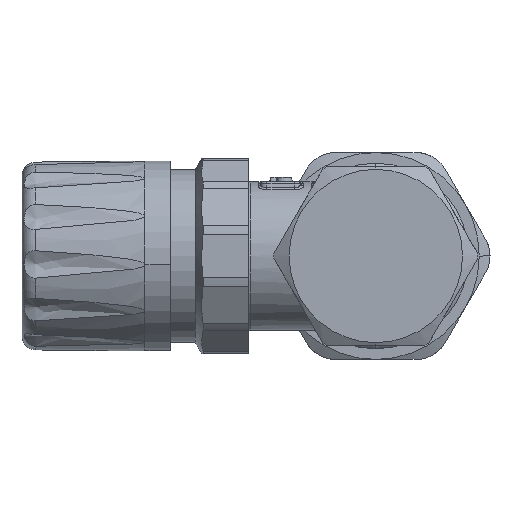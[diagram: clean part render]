
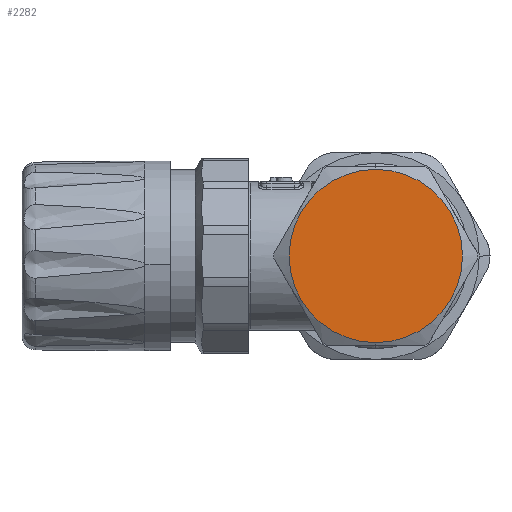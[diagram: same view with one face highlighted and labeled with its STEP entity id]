
A CAD part, left-side view. The second image highlights one B-rep face of the part: STEP entity #2282.
In plain terms, the highlighted planar face has unit normal (-1, 0, 0).
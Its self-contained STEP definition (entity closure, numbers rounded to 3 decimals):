
#361 = EDGE_CURVE ( 'Defeature completata1_238+Defeature completata1_239+Defeature completata1_239+Defeature completata1_239', #4513, #9072, #11114, .T. ) ;
#758 = PLANE ( 'NONE',  #10592 ) ;
#1383 = ORIENTED_EDGE ( 'NONE', *, *, #361, .F. ) ;
#1462 = CARTESIAN_POINT ( 'NONE',  ( -35., 0., 0. ) ) ;
#2282 = ADVANCED_FACE ( 'Defeature completata1_239', ( #11120 ), #758, .F. ) ;
#3199 = DIRECTION ( 'NONE',  ( 0., 0., -1. ) ) ;
#3791 = DIRECTION ( 'NONE',  ( 0., 0., -1. ) ) ;
#4135 = EDGE_CURVE ( 'Defeature completata1_238+Defeature completata1_239+Defeature completata1_239+Defeature completata1_239', #9072, #4513, #13057, .T. ) ;
#4513 = VERTEX_POINT ( 'NONE', #5017 ) ;
#5017 = CARTESIAN_POINT ( 'NONE',  ( -35., 0., 15.5 ) ) ;
#5498 = CARTESIAN_POINT ( 'NONE',  ( -35., 15.5, 0. ) ) ;
#5709 = CARTESIAN_POINT ( 'NONE',  ( -35., 0., -15.5 ) ) ;
#5992 = EDGE_LOOP ( 'NONE', ( #7034, #1383 ) ) ;
#6450 = DIRECTION ( 'NONE',  ( 1., 0., 0. ) ) ;
#6558 = DIRECTION ( 'NONE',  ( 1., 0., 0. ) ) ;
#6846 = AXIS2_PLACEMENT_3D ( 'NONE', #1462, #8612, #3791 ) ;
#7034 = ORIENTED_EDGE ( 'NONE', *, *, #4135, .F. ) ;
#8369 = AXIS2_PLACEMENT_3D ( 'NONE', #13870, #6558, #3199 ) ;
#8612 = DIRECTION ( 'NONE',  ( 1., 0., 0. ) ) ;
#8923 = DIRECTION ( 'NONE',  ( 0., 0., -1. ) ) ;
#9072 = VERTEX_POINT ( 'NONE', #5709 ) ;
#10592 = AXIS2_PLACEMENT_3D ( 'NONE', #5498, #6450, #8923 ) ;
#11114 = CIRCLE ( 'NONE', #8369, 15.5 ) ;
#11120 = FACE_OUTER_BOUND ( 'NONE', #5992, .T. ) ;
#13057 = CIRCLE ( 'NONE', #6846, 15.5 ) ;
#13870 = CARTESIAN_POINT ( 'NONE',  ( -35., 0., 0. ) ) ;
